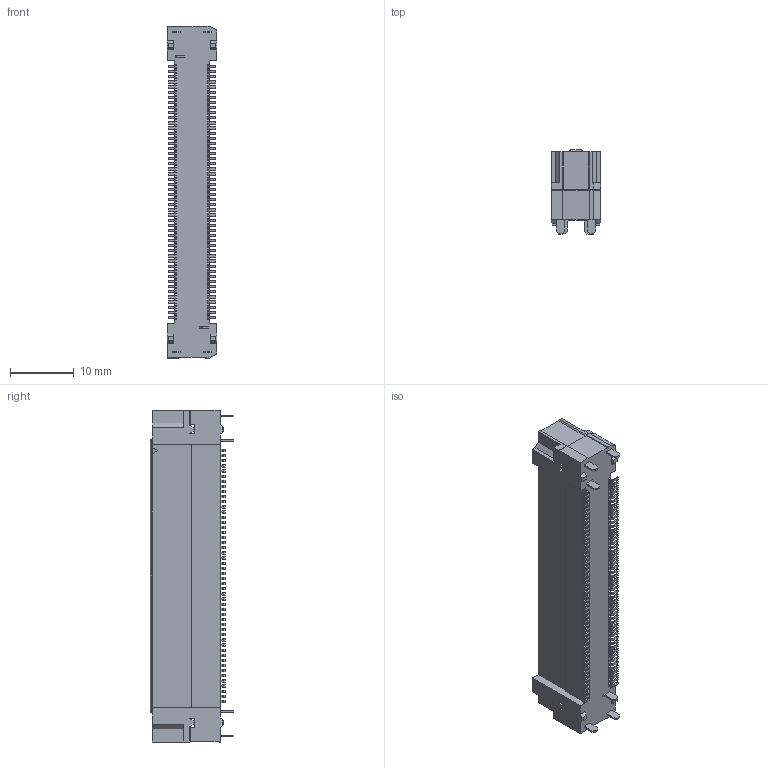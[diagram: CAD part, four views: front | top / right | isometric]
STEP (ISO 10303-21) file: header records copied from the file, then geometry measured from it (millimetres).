
FILE_DESCRIPTION(('CoCreate Modeling STEP Export'),'2;1');
FILE_NAME('FX18-100S-0.8SV15.stp','2012-10-23T17:05:51',(''),(''),'CoCreate Modeling STEP processor for AP214 (Solid Model)','CoCreate Modeling 17.0 01-Apr-2010 (C) Parametric Technology GmbH','');
FILE_SCHEMA(('AUTOMOTIVE_DESIGN { 1 0 10303 214 1 1 1 1 }'));
Length unit declared in the file: millimetre
Products named in the file (1): FX18-100S-0.8SV15
Bounding box: 7.8 x 13.1 x 51.9 mm (x, y, z)
Volume: 2776.1 mm3; surface area: 3104.4 mm2
Topology: 1 solids, 1 shells, 1505 faces, 4159 edges, 2764 vertices
Faces by surface type: plane 1293, cylinder 208, sphere 4
Entity records: 47268 total; most frequent: CARTESIAN_POINT 8413, ORIENTED_EDGE 8310, DIRECTION 7564, EDGE_CURVE 4155, VECTOR 3734, LINE 3734, VERTEX_POINT 2764, AXIS2_PLACEMENT_3D 1915
